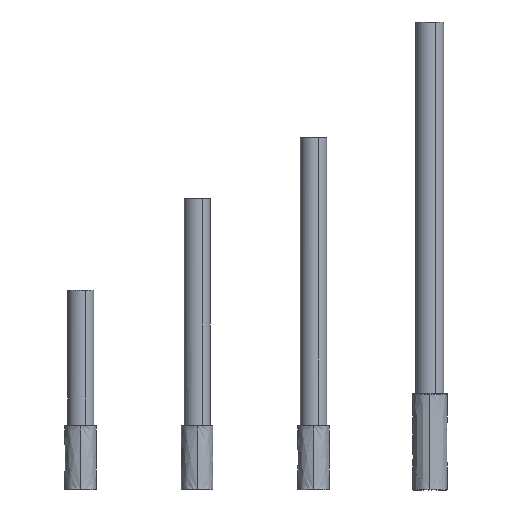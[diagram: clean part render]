
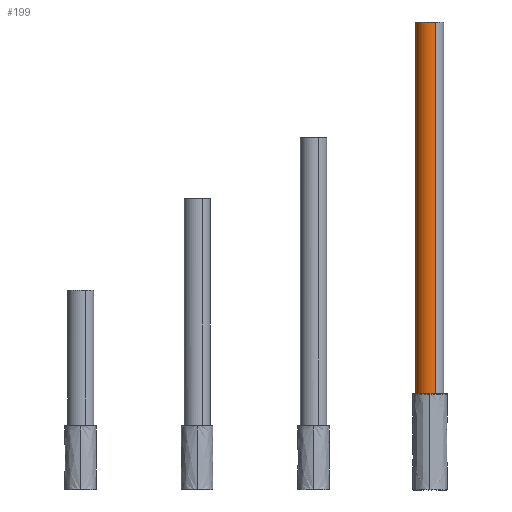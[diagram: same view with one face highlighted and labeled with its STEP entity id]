
A CAD part, front view. The second image highlights one B-rep face of the part: STEP entity #199.
In plain terms, the highlighted free-form (B-spline) face has degree [2, 1] with [9, 2] control points.
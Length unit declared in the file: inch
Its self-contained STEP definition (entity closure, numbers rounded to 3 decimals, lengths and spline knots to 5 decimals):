
#199=ADVANCED_FACE('',(#295),#1467,.T.);
#295=FACE_OUTER_BOUND('',#399,.T.);
#399=EDGE_LOOP('',(#645,#646,#647,#648));
#645=ORIENTED_EDGE('',*,*,#971,.F.);
#646=ORIENTED_EDGE('',*,*,#980,.F.);
#647=ORIENTED_EDGE('',*,*,#972,.F.);
#648=ORIENTED_EDGE('',*,*,#976,.T.);
#971=EDGE_CURVE('',#1342,#1350,#1111,.T.);
#972=EDGE_CURVE('',#1349,#1339,#1112,.T.);
#976=EDGE_CURVE('',#1349,#1350,#1212,.T.);
#980=EDGE_CURVE('',#1339,#1342,#1216,.T.);
#1111=B_SPLINE_CURVE_WITH_KNOTS('',1,(#4515,#4516),.UNSPECIFIED.,.F.,.F.,
(2,2),(0.,64.62992),.UNSPECIFIED.);
#1112=B_SPLINE_CURVE_WITH_KNOTS('',1,(#4517,#4518),.UNSPECIFIED.,.F.,.F.,
(2,2),(-64.62992,0.),.UNSPECIFIED.);
#1212=(
BOUNDED_CURVE()
B_SPLINE_CURVE(2,(#4534,#4535,#4536,#4537,#4538),.UNSPECIFIED.,.F.,.F.)
B_SPLINE_CURVE_WITH_KNOTS((3,2,3),(3.75971,7.51941,11.27912),
 .UNSPECIFIED.)
CURVE()
GEOMETRIC_REPRESENTATION_ITEM()
RATIONAL_B_SPLINE_CURVE((1.,0.707,1.,0.707,1.))
REPRESENTATION_ITEM('')
);
#1216=(
BOUNDED_CURVE()
B_SPLINE_CURVE(2,(#4554,#4555,#4556,#4557,#4558),.UNSPECIFIED.,.F.,.F.)
B_SPLINE_CURVE_WITH_KNOTS((3,2,3),(3.75971,7.51941,11.27912),
 .UNSPECIFIED.)
CURVE()
GEOMETRIC_REPRESENTATION_ITEM()
RATIONAL_B_SPLINE_CURVE((1.,0.707,1.,0.707,1.))
REPRESENTATION_ITEM('')
);
#1339=VERTEX_POINT('',#4431);
#1342=VERTEX_POINT('',#4434);
#1349=VERTEX_POINT('',#4441);
#1350=VERTEX_POINT('',#4442);
#1467=(
BOUNDED_SURFACE()
B_SPLINE_SURFACE(2,1,((#4071,#4072),(#4073,#4074),(#4075,#4076),(#4077,
#4078),(#4079,#4080),(#4081,#4082),(#4083,#4084),(#4085,#4086),(#4087,#4088)),
 .UNSPECIFIED.,.T.,.F.,.F.)
B_SPLINE_SURFACE_WITH_KNOTS((3,2,2,2,3),(2,2),(0.,1.5708,3.14159,
4.71239,6.28319),(0.,77.55831),.UNSPECIFIED.)
GEOMETRIC_REPRESENTATION_ITEM()
RATIONAL_B_SPLINE_SURFACE(((1.,1.),(0.707,0.707),
(1.,1.),(0.707,0.707),(1.,1.),(0.707,
0.707),(1.,1.),(0.707,0.707),(1.,1.)))
REPRESENTATION_ITEM('')
SURFACE()
);
#4071=CARTESIAN_POINT('',(2.40138,71.10199,0.));
#4072=CARTESIAN_POINT('',(2.40138,-6.45632,0.));
#4073=CARTESIAN_POINT('',(2.40138,71.10199,2.40138));
#4074=CARTESIAN_POINT('',(2.40138,-6.45632,2.40138));
#4075=CARTESIAN_POINT('',(0.,71.10199,2.40138));
#4076=CARTESIAN_POINT('',(0.,-6.45632,2.40138));
#4077=CARTESIAN_POINT('',(-2.40138,71.10199,2.40138));
#4078=CARTESIAN_POINT('',(-2.40138,-6.45632,2.40138));
#4079=CARTESIAN_POINT('',(-2.40138,71.10199,0.));
#4080=CARTESIAN_POINT('',(-2.40138,-6.45632,0.));
#4081=CARTESIAN_POINT('',(-2.40138,71.10199,-2.40138));
#4082=CARTESIAN_POINT('',(-2.40138,-6.45632,-2.40138));
#4083=CARTESIAN_POINT('',(0.,71.10199,-2.40138));
#4084=CARTESIAN_POINT('',(0.,-6.45632,-2.40138));
#4085=CARTESIAN_POINT('',(2.40138,71.10199,-2.40138));
#4086=CARTESIAN_POINT('',(2.40138,-6.45632,-2.40138));
#4087=CARTESIAN_POINT('',(2.40138,71.10199,0.));
#4088=CARTESIAN_POINT('',(2.40138,-6.45632,0.));
#4431=CARTESIAN_POINT('',(0.,64.6378,-2.40138));
#4434=CARTESIAN_POINT('',(0.,64.6378,2.40138));
#4441=CARTESIAN_POINT('',(0.,0.00787,-2.40138));
#4442=CARTESIAN_POINT('',(0.,0.00787,2.40138));
#4515=CARTESIAN_POINT('',(0.,64.6378,2.40138));
#4516=CARTESIAN_POINT('',(0.,0.00787,2.40138));
#4517=CARTESIAN_POINT('',(0.,0.00787,-2.40138));
#4518=CARTESIAN_POINT('',(0.,64.6378,-2.40138));
#4534=CARTESIAN_POINT('',(0.,0.00787,-2.40138));
#4535=CARTESIAN_POINT('',(-2.40138,0.00787,-2.40138));
#4536=CARTESIAN_POINT('',(-2.40138,0.00787,0.));
#4537=CARTESIAN_POINT('',(-2.40138,0.00787,2.40138));
#4538=CARTESIAN_POINT('',(0.,0.00787,2.40138));
#4554=CARTESIAN_POINT('',(0.,64.6378,-2.40138));
#4555=CARTESIAN_POINT('',(-2.40138,64.6378,-2.40138));
#4556=CARTESIAN_POINT('',(-2.40138,64.6378,0.));
#4557=CARTESIAN_POINT('',(-2.40138,64.6378,2.40138));
#4558=CARTESIAN_POINT('',(0.,64.6378,2.40138));
